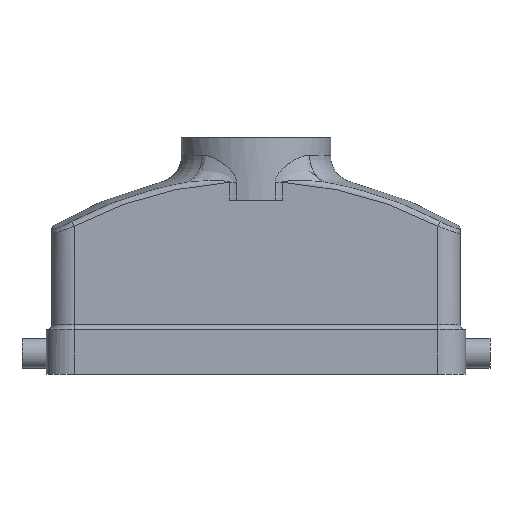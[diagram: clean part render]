
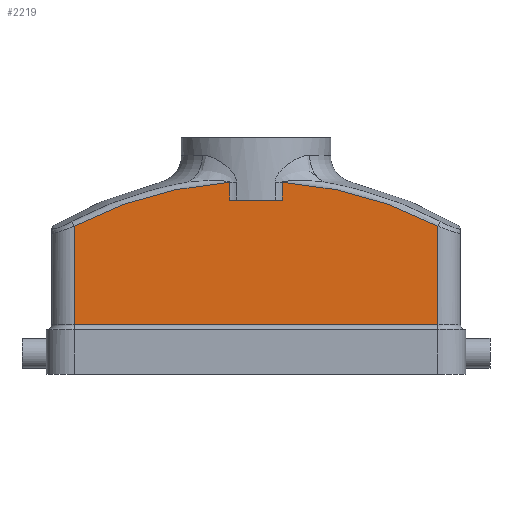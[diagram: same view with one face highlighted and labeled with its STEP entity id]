
A CAD part, top view. The second image highlights one B-rep face of the part: STEP entity #2219.
In plain terms, the highlighted planar face has unit normal (0, 0, 1).
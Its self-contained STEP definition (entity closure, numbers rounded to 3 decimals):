
#168 = CARTESIAN_POINT ( 'NONE',  ( -7.616, 50., 20.5 ) ) ;
#169 = CARTESIAN_POINT ( 'NONE',  ( 7.616, 50., 20.5 ) ) ;
#171 = CARTESIAN_POINT ( 'NONE',  ( -7.616, 55.149, 20.5 ) ) ;
#172 = CARTESIAN_POINT ( 'NONE',  ( -52.25, 42.542, 20.5 ) ) ;
#173 = CARTESIAN_POINT ( 'NONE',  ( -52.25, 14.229, 20.5 ) ) ;
#174 = CARTESIAN_POINT ( 'NONE',  ( 52.25, 14.229, 20.5 ) ) ;
#176 = CARTESIAN_POINT ( 'NONE',  ( 52.25, 42.542, 20.5 ) ) ;
#177 = CARTESIAN_POINT ( 'NONE',  ( 7.616, 55.149, 20.5 ) ) ;
#1729 = DIRECTION ( 'NONE',  ( -1., 0., 0. ) ) ;
#1730 = CARTESIAN_POINT ( 'NONE',  ( 52.25, 38.5, 20.5 ) ) ;
#1731 = PLANE ( 'NONE',  #4088 ) ;
#1732 = DIRECTION ( 'NONE',  ( 0., 0., -1. ) ) ;
#2104 = EDGE_CURVE ( 'NONE', #3426, #3424, #3596, .T. ) ;
#2105 = EDGE_CURVE ( 'NONE', #3426, #3425, #3625, .T. ) ;
#2106 = EDGE_CURVE ( 'NONE', #3424, #3423, #4172, .T. ) ;
#2107 = EDGE_CURVE ( 'NONE', #3423, #3422, #3626, .T. ) ;
#2108 = EDGE_CURVE ( 'NONE', #3422, #3421, #3627, .T. ) ;
#2110 = EDGE_CURVE ( 'NONE', #3420, #3421, #3628, .T. ) ;
#2111 = EDGE_CURVE ( 'NONE', #3420, #3419, #4234, .T. ) ;
#2112 = EDGE_CURVE ( 'NONE', #3419, #3425, #3629, .T. ) ;
#2219 = ADVANCED_FACE ( 'NONE', ( #2843 ), #1731, .F. ) ;
#2843 = FACE_OUTER_BOUND ( 'NONE', #3553, .T. ) ;
#3241 = ORIENTED_EDGE ( 'NONE', *, *, #2112, .T. ) ;
#3242 = ORIENTED_EDGE ( 'NONE', *, *, #2111, .T. ) ;
#3243 = ORIENTED_EDGE ( 'NONE', *, *, #2110, .F. ) ;
#3244 = ORIENTED_EDGE ( 'NONE', *, *, #2108, .T. ) ;
#3245 = ORIENTED_EDGE ( 'NONE', *, *, #2107, .T. ) ;
#3246 = ORIENTED_EDGE ( 'NONE', *, *, #2104, .T. ) ;
#3247 = ORIENTED_EDGE ( 'NONE', *, *, #2106, .T. ) ;
#3249 = ORIENTED_EDGE ( 'NONE', *, *, #2105, .F. ) ;
#3419 = VERTEX_POINT ( 'NONE', #177 ) ;
#3420 = VERTEX_POINT ( 'NONE', #176 ) ;
#3421 = VERTEX_POINT ( 'NONE', #174 ) ;
#3422 = VERTEX_POINT ( 'NONE', #173 ) ;
#3423 = VERTEX_POINT ( 'NONE', #172 ) ;
#3424 = VERTEX_POINT ( 'NONE', #171 ) ;
#3425 = VERTEX_POINT ( 'NONE', #169 ) ;
#3426 = VERTEX_POINT ( 'NONE', #168 ) ;
#3553 = EDGE_LOOP ( 'NONE', ( #3249, #3246, #3247, #3245, #3244, #3243, #3242, #3241 ) ) ;
#3596 = LINE ( 'NONE', #5421, #4146 ) ;
#3625 = LINE ( 'NONE', #5419, #4168 ) ;
#3626 = LINE ( 'NONE', #5414, #4241 ) ;
#3627 = LINE ( 'NONE', #5412, #4243 ) ;
#3628 = LINE ( 'NONE', #5410, #4236 ) ;
#3629 = LINE ( 'NONE', #5405, #4252 ) ;
#4088 = AXIS2_PLACEMENT_3D ( 'NONE', #1730, #1732, #1729 ) ;
#4146 = VECTOR ( 'NONE', #5420, 1000. ) ;
#4168 = VECTOR ( 'NONE', #5418, 1000. ) ;
#4172 = CIRCLE ( 'NONE', #4249, 112.532 ) ;
#4233 = AXIS2_PLACEMENT_3D ( 'NONE', #5408, #5407, #5406 ) ;
#4234 = CIRCLE ( 'NONE', #4233, 112.532 ) ;
#4236 = VECTOR ( 'NONE', #5409, 1000. ) ;
#4241 = VECTOR ( 'NONE', #5413, 1000. ) ;
#4243 = VECTOR ( 'NONE', #5411, 1000. ) ;
#4249 = AXIS2_PLACEMENT_3D ( 'NONE', #5417, #5416, #5415 ) ;
#4252 = VECTOR ( 'NONE', #5404, 1000. ) ;
#5404 = DIRECTION ( 'NONE',  ( 0., -1., 0. ) ) ;
#5405 = CARTESIAN_POINT ( 'NONE',  ( 7.616, 50., 20.5 ) ) ;
#5406 = DIRECTION ( 'NONE',  ( -1., 0., 0. ) ) ;
#5407 = DIRECTION ( 'NONE',  ( 0., 0., 1. ) ) ;
#5408 = CARTESIAN_POINT ( 'NONE',  ( 0., -57.125, 20.5 ) ) ;
#5409 = DIRECTION ( 'NONE',  ( 0., -1., 0. ) ) ;
#5410 = CARTESIAN_POINT ( 'NONE',  ( 52.25, 38.5, 20.5 ) ) ;
#5411 = DIRECTION ( 'NONE',  ( 1., 0., 0. ) ) ;
#5412 = CARTESIAN_POINT ( 'NONE',  ( 52.25, 14.229, 20.5 ) ) ;
#5413 = DIRECTION ( 'NONE',  ( 0., -1., 0. ) ) ;
#5414 = CARTESIAN_POINT ( 'NONE',  ( -52.25, 38.5, 20.5 ) ) ;
#5415 = DIRECTION ( 'NONE',  ( -1., 0., 0. ) ) ;
#5416 = DIRECTION ( 'NONE',  ( 0., 0., 1. ) ) ;
#5417 = CARTESIAN_POINT ( 'NONE',  ( 0., -57.125, 20.5 ) ) ;
#5418 = DIRECTION ( 'NONE',  ( 1., 0., 0. ) ) ;
#5419 = CARTESIAN_POINT ( 'NONE',  ( 52.25, 50., 20.5 ) ) ;
#5420 = DIRECTION ( 'NONE',  ( 0., 1., 0. ) ) ;
#5421 = CARTESIAN_POINT ( 'NONE',  ( -7.616, 55.221, 20.5 ) ) ;
